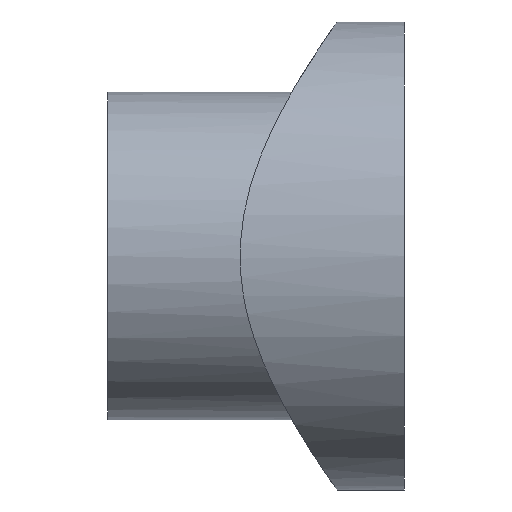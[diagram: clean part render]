
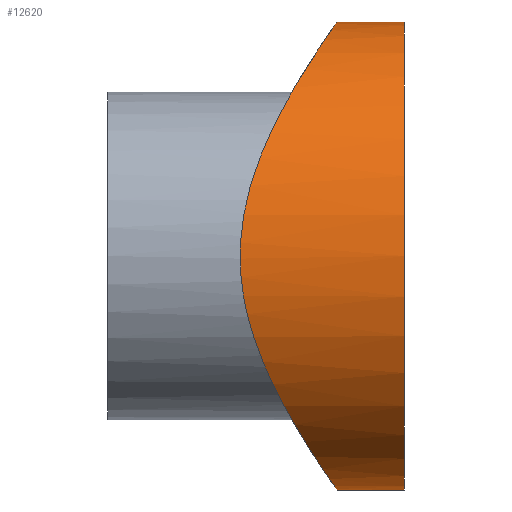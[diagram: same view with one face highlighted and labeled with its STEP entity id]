
A CAD part, left-side view. The second image highlights one B-rep face of the part: STEP entity #12620.
In plain terms, the highlighted cylindrical face has radius 15 mm (diameter 30 mm), a partial arc.
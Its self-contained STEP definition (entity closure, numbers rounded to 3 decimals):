
#504 = FACE_OUTER_BOUND ( 'NONE', #1613, .T. ) ;
#537 = CARTESIAN_POINT ( 'NONE',  ( -2.028, 4.391, 14.871 ) ) ;
#713 = CARTESIAN_POINT ( 'NONE',  ( -14.79, 10.311, -2.55 ) ) ;
#754 = CARTESIAN_POINT ( 'NONE',  ( -6.803, 5.399, -13.405 ) ) ;
#773 = DIRECTION ( 'NONE',  ( 0., 0., -1. ) ) ;
#854 = CARTESIAN_POINT ( 'NONE',  ( 0., 4.3, 15. ) ) ;
#897 = CARTESIAN_POINT ( 'NONE',  ( -4.987, 4.889, -14.156 ) ) ;
#1480 = VERTEX_POINT ( 'NONE', #6618 ) ;
#1613 = EDGE_LOOP ( 'NONE', ( #5399, #3652, #11815, #3272 ) ) ;
#1754 = CARTESIAN_POINT ( 'NONE',  ( -1.029, 4.319, -14.973 ) ) ;
#1804 = CARTESIAN_POINT ( 'NONE',  ( -8.064, 5.889, 12.657 ) ) ;
#1855 = CARTESIAN_POINT ( 'NONE',  ( -14.587, 10.115, -3.533 ) ) ;
#1856 = CARTESIAN_POINT ( 'NONE',  ( 0., 0., 0. ) ) ;
#1902 = CARTESIAN_POINT ( 'NONE',  ( -14.46, 9.995, -4.02 ) ) ;
#1944 = CARTESIAN_POINT ( 'NONE',  ( -8.838, 6.225, -12.129 ) ) ;
#2012 = DIRECTION ( 'NONE',  ( 0., -1., 0. ) ) ;
#2140 = VERTEX_POINT ( 'NONE', #12686 ) ;
#2776 = VERTEX_POINT ( 'NONE', #6832 ) ;
#2782 = CARTESIAN_POINT ( 'NONE',  ( -12.958, 8.718, 7.571 ) ) ;
#2829 = CARTESIAN_POINT ( 'NONE',  ( -14.488, 10.02, 4.016 ) ) ;
#2885 = CARTESIAN_POINT ( 'NONE',  ( -3.285, 4.555, -14.638 ) ) ;
#2930 = CARTESIAN_POINT ( 'NONE',  ( -5.452, 5.008, -13.983 ) ) ;
#2974 = CARTESIAN_POINT ( 'NONE',  ( -11.92, 7.956, 9.155 ) ) ;
#3026 = DIRECTION ( 'NONE',  ( 0., 0., 1. ) ) ;
#3272 = ORIENTED_EDGE ( 'NONE', *, *, #10793, .T. ) ;
#3652 = ORIENTED_EDGE ( 'NONE', *, *, #4200, .T. ) ;
#3844 = LINE ( 'NONE', #12720, #13521 ) ;
#3912 = CARTESIAN_POINT ( 'NONE',  ( -9.971, 6.786, 11.217 ) ) ;
#3926 = EDGE_CURVE ( 'NONE', #8421, #2776, #4301, .T. ) ;
#3959 = CARTESIAN_POINT ( 'NONE',  ( -4.032, 4.663, 14.484 ) ) ;
#4007 = CARTESIAN_POINT ( 'NONE',  ( -14.897, 10.413, 2.028 ) ) ;
#4058 = CARTESIAN_POINT ( 'NONE',  ( -10.309, 6.971, -10.907 ) ) ;
#4200 = EDGE_CURVE ( 'NONE', #8421, #1480, #6957, .T. ) ;
#4301 = LINE ( 'NONE', #6241, #9461 ) ;
#4325 = CYLINDRICAL_SURFACE ( 'NONE', #11662, 15. ) ;
#4953 = CARTESIAN_POINT ( 'NONE',  ( -3.532, 4.595, -14.58 ) ) ;
#4997 = CARTESIAN_POINT ( 'NONE',  ( -7.652, 5.724, 12.911 ) ) ;
#5045 = CARTESIAN_POINT ( 'NONE',  ( -15., 10.519, 1.019 ) ) ;
#5136 = CARTESIAN_POINT ( 'NONE',  ( -15., 10.518, -0.52 ) ) ;
#5399 = ORIENTED_EDGE ( 'NONE', *, *, #3926, .F. ) ;
#5529 = CIRCLE ( 'NONE', #9059, 15. ) ;
#5915 = CARTESIAN_POINT ( 'NONE',  ( -1.017, 4.318, 14.974 ) ) ;
#6004 = CARTESIAN_POINT ( 'NONE',  ( -2.542, 4.447, -14.792 ) ) ;
#6051 = CARTESIAN_POINT ( 'NONE',  ( -6.348, 5.267, 13.599 ) ) ;
#6094 = CARTESIAN_POINT ( 'NONE',  ( -11.325, 7.562, 9.881 ) ) ;
#6178 = CARTESIAN_POINT ( 'NONE',  ( -13.427, 9.086, -6.757 ) ) ;
#6241 = CARTESIAN_POINT ( 'NONE',  ( 0., 20., 15. ) ) ;
#6618 = CARTESIAN_POINT ( 'NONE',  ( 0., 4.3, -15. ) ) ;
#6832 = CARTESIAN_POINT ( 'NONE',  ( 0., 0., 15. ) ) ;
#6957 = B_SPLINE_CURVE_WITH_KNOTS ( 'NONE', 3,
 ( #10036, #13294, #5915, #537, #8055, #3959, #10361, #6051, #12424, #4997, #1804, #8341, #10406, #3912, #8291, #6094, #2974, #13518, #2782, #8198, #10453, #11418, #2829, #4007, #5045, #5136, #9278, #12514, #713, #1855, #1902, #10310, #8248, #6178, #9322, #7106, #11377, #4058, #10271, #13467, #1944, #11327, #754, #2930, #897, #12606, #7063, #4953, #2885, #6004, #8151, #1754, #12469, #9242 ),
 .UNSPECIFIED., .F., .F.,
 ( 4, 2, 2, 2, 2, 2, 2, 2, 2, 2, 2, 2, 2, 2, 2, 2, 2, 2, 2, 2, 2, 2, 2, 2, 2, 2, 4 ),
 ( 0.049, 0.05, 0.052, 0.055, 0.056, 0.058, 0.059, 0.061, 0.064, 0.066, 0.067, 0.07, 0.073, 0.075, 0.076, 0.078, 0.079, 0.082, 0.085, 0.087, 0.088, 0.091, 0.093, 0.094, 0.094, 0.096, 0.098 ),
 .UNSPECIFIED. ) ;
#7063 = CARTESIAN_POINT ( 'NONE',  ( -4.022, 4.684, -14.453 ) ) ;
#7106 = CARTESIAN_POINT ( 'NONE',  ( -11.905, 7.946, -9.175 ) ) ;
#8055 = CARTESIAN_POINT ( 'NONE',  ( -2.533, 4.446, 14.793 ) ) ;
#8151 = CARTESIAN_POINT ( 'NONE',  ( -2.041, 4.392, -14.869 ) ) ;
#8198 = CARTESIAN_POINT ( 'NONE',  ( -13.417, 9.083, 6.725 ) ) ;
#8248 = CARTESIAN_POINT ( 'NONE',  ( -13.993, 9.572, -5.424 ) ) ;
#8291 = CARTESIAN_POINT ( 'NONE',  ( -10.324, 6.979, 10.893 ) ) ;
#8341 = CARTESIAN_POINT ( 'NONE',  ( -8.857, 6.234, 12.116 ) ) ;
#8421 = VERTEX_POINT ( 'NONE', #854 ) ;
#9059 = AXIS2_PLACEMENT_3D ( 'NONE', #1856, #9279, #3026 ) ;
#9242 = CARTESIAN_POINT ( 'NONE',  ( 0., 4.3, -15. ) ) ;
#9278 = CARTESIAN_POINT ( 'NONE',  ( -14.973, 10.491, -1.039 ) ) ;
#9279 = DIRECTION ( 'NONE',  ( 0., 1., 0. ) ) ;
#9322 = CARTESIAN_POINT ( 'NONE',  ( -12.972, 8.719, -7.592 ) ) ;
#9461 = VECTOR ( 'NONE', #13799, 1000. ) ;
#10036 = CARTESIAN_POINT ( 'NONE',  ( 0., 4.3, 15. ) ) ;
#10271 = CARTESIAN_POINT ( 'NONE',  ( -9.959, 6.78, -11.227 ) ) ;
#10310 = CARTESIAN_POINT ( 'NONE',  ( -14.163, 9.723, -4.966 ) ) ;
#10361 = CARTESIAN_POINT ( 'NONE',  ( -4.984, 4.872, 14.182 ) ) ;
#10406 = CARTESIAN_POINT ( 'NONE',  ( -9.238, 6.414, 11.828 ) ) ;
#10453 = CARTESIAN_POINT ( 'NONE',  ( -13.626, 9.257, 6.289 ) ) ;
#10471 = EDGE_CURVE ( 'NONE', #1480, #2140, #3844, .T. ) ;
#10793 = EDGE_CURVE ( 'NONE', #2140, #2776, #5529, .T. ) ;
#11327 = CARTESIAN_POINT ( 'NONE',  ( -7.647, 5.708, -12.94 ) ) ;
#11377 = CARTESIAN_POINT ( 'NONE',  ( -11.306, 7.55, -9.903 ) ) ;
#11418 = CARTESIAN_POINT ( 'NONE',  ( -14.192, 9.743, 4.952 ) ) ;
#11662 = AXIS2_PLACEMENT_3D ( 'NONE', #13446, #12448, #773 ) ;
#11815 = ORIENTED_EDGE ( 'NONE', *, *, #10471, .T. ) ;
#12424 = CARTESIAN_POINT ( 'NONE',  ( -6.794, 5.413, 13.382 ) ) ;
#12448 = DIRECTION ( 'NONE',  ( 0., -1., 0. ) ) ;
#12469 = CARTESIAN_POINT ( 'NONE',  ( -0.516, 4.3, -15. ) ) ;
#12514 = CARTESIAN_POINT ( 'NONE',  ( -14.868, 10.387, -2.052 ) ) ;
#12606 = CARTESIAN_POINT ( 'NONE',  ( -4.267, 4.732, -14.383 ) ) ;
#12620 = ADVANCED_FACE ( 'NONE', ( #504 ), #4325, .T. ) ;
#12686 = CARTESIAN_POINT ( 'NONE',  ( 0., 0., -15. ) ) ;
#12720 = CARTESIAN_POINT ( 'NONE',  ( 0., 20., -15. ) ) ;
#13294 = CARTESIAN_POINT ( 'NONE',  ( -0.509, 4.3, 15. ) ) ;
#13446 = CARTESIAN_POINT ( 'NONE',  ( 0., 20., 0. ) ) ;
#13467 = CARTESIAN_POINT ( 'NONE',  ( -9.225, 6.408, -11.838 ) ) ;
#13518 = CARTESIAN_POINT ( 'NONE',  ( -12.711, 8.53, 7.978 ) ) ;
#13521 = VECTOR ( 'NONE', #2012, 1000. ) ;
#13799 = DIRECTION ( 'NONE',  ( 0., -1., 0. ) ) ;
